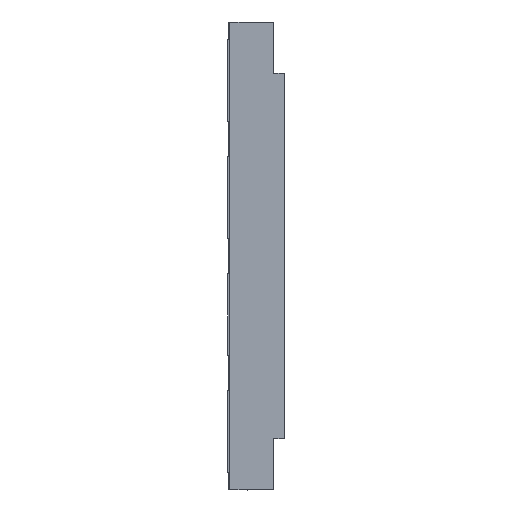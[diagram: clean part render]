
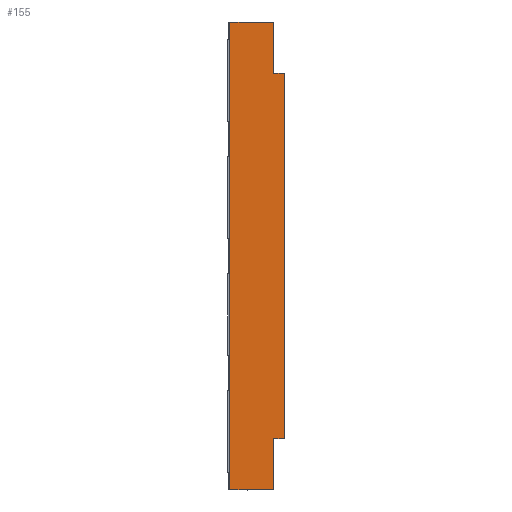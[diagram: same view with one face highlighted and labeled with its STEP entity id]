
A CAD part, top view. The second image highlights one B-rep face of the part: STEP entity #155.
In plain terms, the highlighted planar face has unit normal (0, 0, 1).
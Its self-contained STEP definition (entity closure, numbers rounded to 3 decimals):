
#155=ADVANCED_FACE('',(#307),#308,.T.);
#307=FACE_OUTER_BOUND('',#453,.T.);
#308=PLANE('',#454);
#453=EDGE_LOOP('',(#841,#842,#843,#844,#845,#846,#847,#848));
#454=AXIS2_PLACEMENT_3D('',#849,#850,#851);
#841=ORIENTED_EDGE('',*,*,#1000,.T.);
#842=ORIENTED_EDGE('',*,*,#1085,.T.);
#843=ORIENTED_EDGE('',*,*,#1086,.F.);
#844=ORIENTED_EDGE('',*,*,#1087,.F.);
#845=ORIENTED_EDGE('',*,*,#1022,.T.);
#846=ORIENTED_EDGE('',*,*,#1019,.T.);
#847=ORIENTED_EDGE('',*,*,#1025,.T.);
#848=ORIENTED_EDGE('',*,*,#1004,.T.);
#849=CARTESIAN_POINT('',(38.0,0.0,6.099));
#850=DIRECTION('',(0.0,0.0,1.0));
#851=DIRECTION('',(1.0,0.0,0.0));
#1000=EDGE_CURVE('',#1226,#1224,#1227,.T.);
#1004=EDGE_CURVE('',#1232,#1226,#1233,.T.);
#1019=EDGE_CURVE('',#1256,#1254,#1257,.T.);
#1022=EDGE_CURVE('',#1260,#1256,#1261,.T.);
#1025=EDGE_CURVE('',#1254,#1232,#1264,.T.);
#1085=EDGE_CURVE('',#1224,#1350,#1351,.T.);
#1086=EDGE_CURVE('',#1352,#1350,#1353,.T.);
#1087=EDGE_CURVE('',#1260,#1352,#1354,.T.);
#1224=VERTEX_POINT('',#1552);
#1226=VERTEX_POINT('',#1555);
#1227=LINE('',#1556,#1557);
#1232=VERTEX_POINT('',#1564);
#1233=LINE('',#1565,#1566);
#1254=VERTEX_POINT('',#1597);
#1256=VERTEX_POINT('',#1600);
#1257=LINE('',#1601,#1602);
#1260=VERTEX_POINT('',#1606);
#1261=LINE('',#1607,#1608);
#1264=LINE('',#1612,#1613);
#1350=VERTEX_POINT('',#1736);
#1351=LINE('',#1737,#1738);
#1352=VERTEX_POINT('',#1739);
#1353=LINE('',#1740,#1741);
#1354=LINE('',#1742,#1743);
#1552=CARTESIAN_POINT('',(59.0,600.0,6.099));
#1555=CARTESIAN_POINT('',(59.0,534.0,6.099));
#1556=CARTESIAN_POINT('',(59.0,283.5,6.099));
#1557=VECTOR('',#1820,1.0);
#1564=CARTESIAN_POINT('',(73.0,534.0,6.099));
#1565=CARTESIAN_POINT('',(52.0,534.0,6.099));
#1566=VECTOR('',#1823,1.0);
#1597=CARTESIAN_POINT('',(73.0,66.0,6.099));
#1600=CARTESIAN_POINT('',(59.0,66.0,6.099));
#1601=CARTESIAN_POINT('',(52.0,66.0,6.099));
#1602=VECTOR('',#1835,1.0);
#1606=CARTESIAN_POINT('',(59.0,0.0,6.099));
#1607=CARTESIAN_POINT('',(59.0,16.5,6.099));
#1608=VECTOR('',#1837,1.0);
#1612=CARTESIAN_POINT('',(73.0,0.0,6.099));
#1613=VECTOR('',#1839,1.0);
#1736=CARTESIAN_POINT('',(3.0,600.0,6.099));
#1737=CARTESIAN_POINT('',(73.0,600.0,6.099));
#1738=VECTOR('',#1895,1.0);
#1739=CARTESIAN_POINT('',(3.0,0.0,6.099));
#1740=CARTESIAN_POINT('',(3.0,0.0,6.099));
#1741=VECTOR('',#1896,1.0);
#1742=CARTESIAN_POINT('',(73.0,0.0,6.099));
#1743=VECTOR('',#1897,1.0);
#1820=DIRECTION('',(0.0,1.0,0.0));
#1823=DIRECTION('',(-1.0,0.0,0.0));
#1835=DIRECTION('',(1.0,0.0,0.0));
#1837=DIRECTION('',(0.0,1.0,0.0));
#1839=DIRECTION('',(0.0,1.0,0.0));
#1895=DIRECTION('',(-1.0,0.0,0.0));
#1896=DIRECTION('',(0.0,1.0,0.0));
#1897=DIRECTION('',(-1.0,0.0,0.0));
